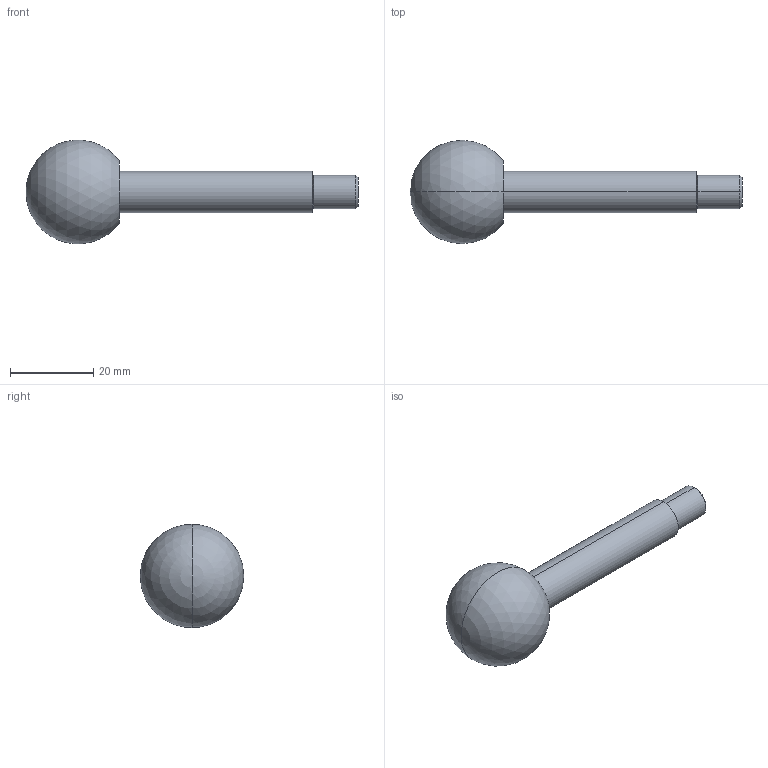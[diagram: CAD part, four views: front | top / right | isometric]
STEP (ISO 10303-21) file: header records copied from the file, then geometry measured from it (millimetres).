
FILE_DESCRIPTION(('STEP AP214'),'1');
FILE_NAME(' ',' ',('TraceParts'),('TraceParts S.A.'),'XStep 1.0',' ',' ');
FILE_SCHEMA(('automotive_design'));
Length unit declared in the file: millimetre
Products named in the file (1): 1
Bounding box: 80 x 25 x 24.94 mm (x, y, z)
Volume: 12149.7 mm3; surface area: 3695.6 mm2
Topology: 1 solids, 1 shells, 13 faces, 28 edges, 17 vertices
Faces by surface type: cone 4, cylinder 4, plane 3, sphere 2
Entity records: 693 total; most frequent: DIRECTION 72, STYLED_ITEM 57, PRESENTATION_STYLE_ASSIGNMENT 57, CARTESIAN_POINT 57, COLOUR_RGB 57, ORIENTED_EDGE 52, AXIS2_PLACEMENT_3D 32, EDGE_CURVE 26
